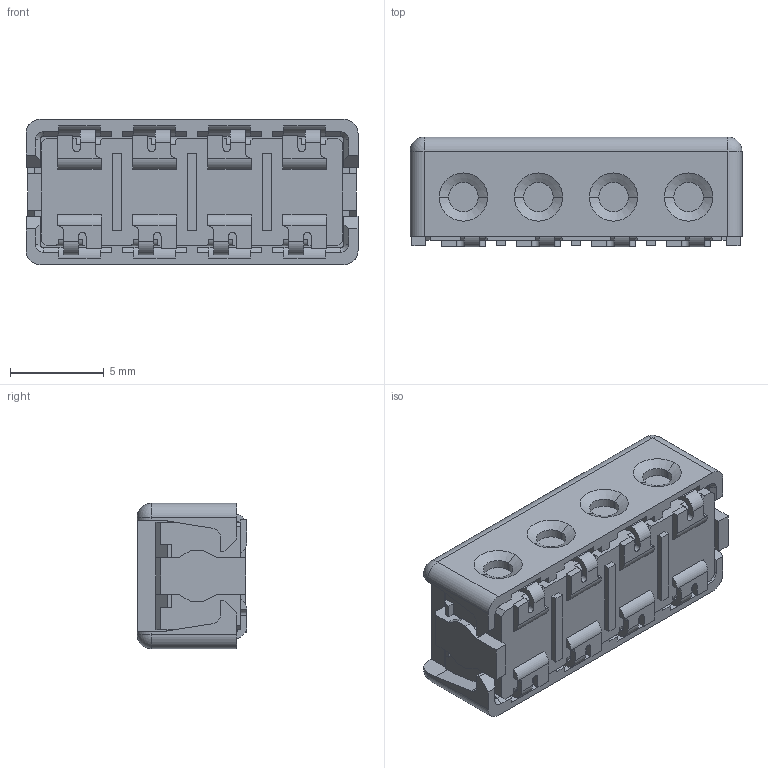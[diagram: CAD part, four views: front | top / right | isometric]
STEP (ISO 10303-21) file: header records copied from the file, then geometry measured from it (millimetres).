
FILE_DESCRIPTION((''),'2;1');
FILE_NAME('C-3-2106431-4','2017-05-30T',('workeradm'),('Tyco Electronics Ltd.'),'CREO PARAMETRIC BY PTC INC, 2016050','CREO PARAMETRIC BY PTC INC, 2016050','');
FILE_SCHEMA(('AUTOMOTIVE_DESIGN { 1 0 10303 214 1 1 1 1 }'));
Length unit declared in the file: millimetre
Products named in the file (1): C-3-2106431-4
Bounding box: 17.7 x 5.85 x 7.75 mm (x, y, z)
Volume: 692.4 mm3; surface area: 705.8 mm2
Topology: 1 solids, 1 shells, 483 faces, 1346 edges, 860 vertices
Faces by surface type: plane 351, cylinder 108, cone 20, sphere 4
Entity records: 15473 total; most frequent: CARTESIAN_POINT 2735, ORIENTED_EDGE 2692, DIRECTION 2540, EDGE_CURVE 1346, VECTOR 1094, LINE 1094, VERTEX_POINT 860, AXIS2_PLACEMENT_3D 723
